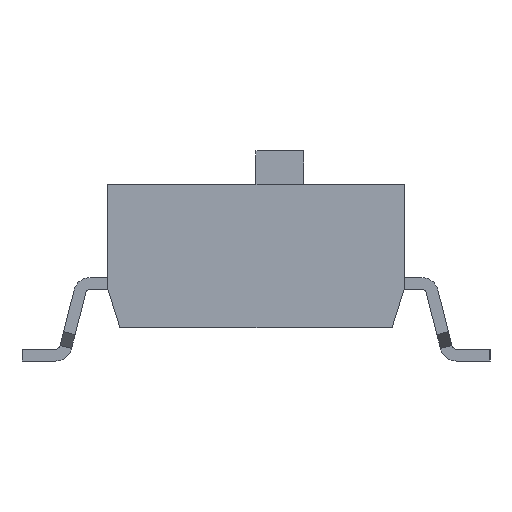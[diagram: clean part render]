
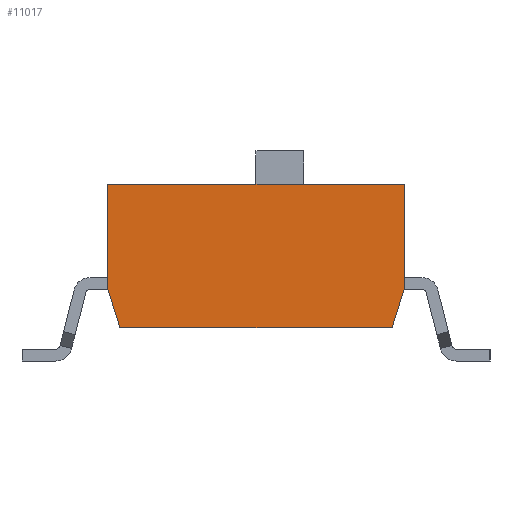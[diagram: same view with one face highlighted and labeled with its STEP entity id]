
A CAD part, left-side view. The second image highlights one B-rep face of the part: STEP entity #11017.
In plain terms, the highlighted planar face has unit normal (-1, 0, 0).
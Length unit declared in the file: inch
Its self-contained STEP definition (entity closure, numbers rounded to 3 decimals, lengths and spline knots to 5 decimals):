
#1107=FACE_OUTER_BOUND('',#1721,.T.);
#1721=EDGE_LOOP('',(#9989,#9990,#9991,#9992,#9993,#9994));
#2799=LINE('',#18535,#4059);
#2953=LINE('',#18849,#4213);
#2965=LINE('',#18866,#4225);
#2977=LINE('',#18881,#4237);
#2980=LINE('',#18885,#4240);
#2982=LINE('',#18889,#4242);
#4059=VECTOR('',#13831,0.3937);
#4213=VECTOR('',#14125,0.3937);
#4225=VECTOR('',#14139,0.3937);
#4237=VECTOR('',#14153,0.3937);
#4240=VECTOR('',#14158,0.3937);
#4242=VECTOR('',#14164,0.3937);
#5161=VERTEX_POINT('',#18532);
#5162=VERTEX_POINT('',#18534);
#5251=VERTEX_POINT('',#18847);
#5252=VERTEX_POINT('',#18848);
#5255=VERTEX_POINT('',#18864);
#5256=VERTEX_POINT('',#18865);
#6655=EDGE_CURVE('',#5162,#5161,#2799,.T.);
#6809=EDGE_CURVE('',#5251,#5252,#2953,.T.);
#6821=EDGE_CURVE('',#5255,#5256,#2965,.T.);
#6833=EDGE_CURVE('',#5251,#5161,#2977,.T.);
#6836=EDGE_CURVE('',#5256,#5162,#2980,.T.);
#6838=EDGE_CURVE('',#5255,#5252,#2982,.T.);
#9989=ORIENTED_EDGE('',*,*,#6809,.T.);
#9990=ORIENTED_EDGE('',*,*,#6838,.F.);
#9991=ORIENTED_EDGE('',*,*,#6821,.T.);
#9992=ORIENTED_EDGE('',*,*,#6836,.T.);
#9993=ORIENTED_EDGE('',*,*,#6655,.T.);
#9994=ORIENTED_EDGE('',*,*,#6833,.F.);
#10427=PLANE('',#11659);
#11017=ADVANCED_FACE('',(#1107),#10427,.T.);
#11659=AXIS2_PLACEMENT_3D('',#18888,#14162,#14163);
#13831=DIRECTION('',(0.,1.,0.));
#14125=DIRECTION('',(0.,-0.298,-0.954));
#14139=DIRECTION('',(0.,-0.298,0.954));
#14153=DIRECTION('',(0.,0.,1.));
#14158=DIRECTION('',(0.,0.,1.));
#14162=DIRECTION('center_axis',(-1.,0.,0.));
#14163=DIRECTION('ref_axis',(0.,0.,1.));
#14164=DIRECTION('',(0.,1.,0.));
#18532=CARTESIAN_POINT('',(-0.4185,0.12205,0.11811));
#18534=CARTESIAN_POINT('',(-0.4185,-0.12205,0.11811));
#18535=CARTESIAN_POINT('',(-0.4185,-0.12205,0.11811));
#18847=CARTESIAN_POINT('',(-0.4185,0.12205,0.0315));
#18848=CARTESIAN_POINT('',(-0.4185,0.1122,0.));
#18849=CARTESIAN_POINT('',(-0.4185,0.10671,-0.0176));
#18864=CARTESIAN_POINT('',(-0.4185,-0.1122,0.));
#18865=CARTESIAN_POINT('',(-0.4185,-0.12205,0.0315));
#18866=CARTESIAN_POINT('',(-0.4185,-0.11264,0.0014));
#18881=CARTESIAN_POINT('',(-0.4185,0.12205,0.));
#18885=CARTESIAN_POINT('',(-0.4185,-0.12205,0.));
#18888=CARTESIAN_POINT('Origin',(-0.4185,-0.12205,
0.));
#18889=CARTESIAN_POINT('',(-0.4185,-0.12205,0.));
